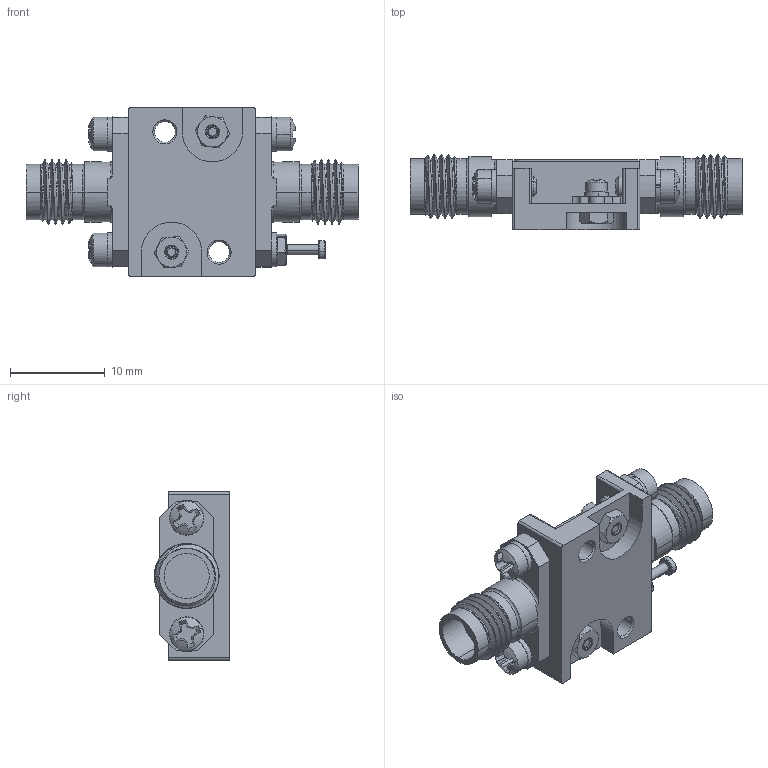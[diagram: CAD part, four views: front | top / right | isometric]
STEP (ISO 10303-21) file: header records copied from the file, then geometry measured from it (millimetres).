
FILE_DESCRIPTION (( 'STEP AP214' ), '1' );
FILE_NAME ('LM-10M62G-20DBM-1W-24FF.STEP', '2025-09-24T12:59:41', ( '' ), ( '' ), 'SwSTEP 2.0', 'SolidWorks 2024', '' );
FILE_SCHEMA (( 'AUTOMOTIVE_DESIGN' ));
Length unit declared in the file: inch
Products named in the file (1): LM-10M62G-20DBM-1W-24FF
Bounding box: 35.05 x 7.97 x 17.78 mm (x, y, z)
Volume: 2028.4 mm3; surface area: 3239.5 mm2
Topology: 27 solids, 27 shells, 732 faces, 2677 edges, 2117 vertices
Faces by surface type: plane 354, cylinder 186, cone 108, sphere 37, torus 27, bspline 20
Entity records: 41447 total; most frequent: CARTESIAN_POINT 13344, ORIENTED_EDGE 5330, DIRECTION 4116, EDGE_CURVE 2665, VERTEX_POINT 2117, VECTOR 1392, LINE 1392, AXIS2_PLACEMENT_3D 1362
